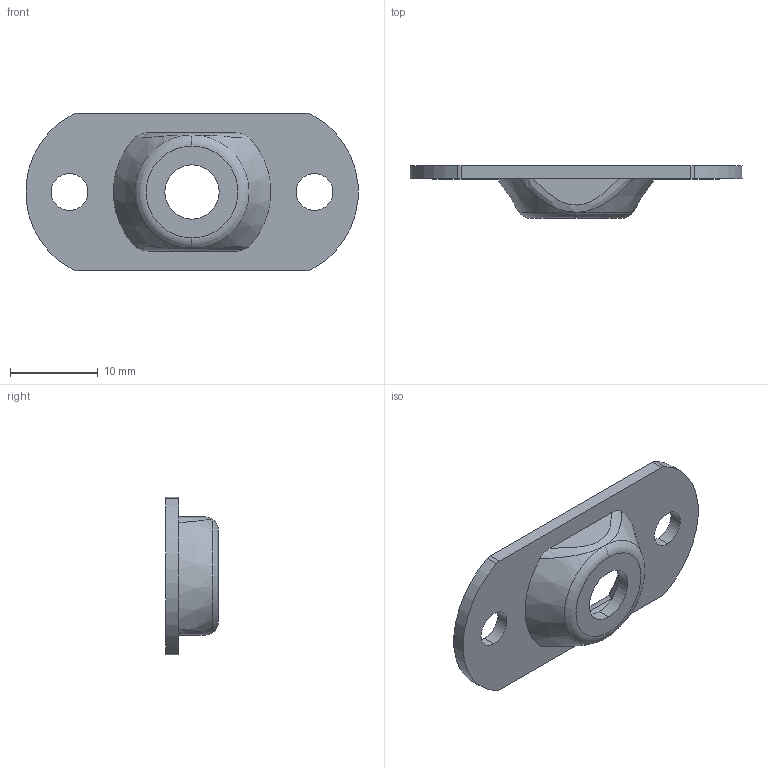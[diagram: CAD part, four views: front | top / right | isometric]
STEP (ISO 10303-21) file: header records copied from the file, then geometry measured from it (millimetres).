
FILE_DESCRIPTION (( 'STEP AP214' ), '1' );
FILE_NAME ('THA_328.STEP', '2017-02-14T02:12:05', ( '' ), ( '' ), 'SwSTEP 2.0', 'SolidWorks 2015', '' );
FILE_SCHEMA (( 'AUTOMOTIVE_DESIGN' ));
Length unit declared in the file: millimetre
Products named in the file (2): a; THA_328
Assembly tree (1 placements, depth 2):
  THA_328
    a
Bounding box: 37.93 x 6 x 18 mm (x, y, z)
Volume: 1036.8 mm3; surface area: 1598.8 mm2
Topology: 1 solids, 1 shells, 34 faces, 84 edges, 54 vertices
Faces by surface type: cylinder 14, plane 10, torus 4, cone 4, bspline 2
Entity records: 1438 total; most frequent: CARTESIAN_POINT 570, DIRECTION 172, ORIENTED_EDGE 168, EDGE_CURVE 84, AXIS2_PLACEMENT_3D 74, VERTEX_POINT 54, EDGE_LOOP 42, CIRCLE 38
